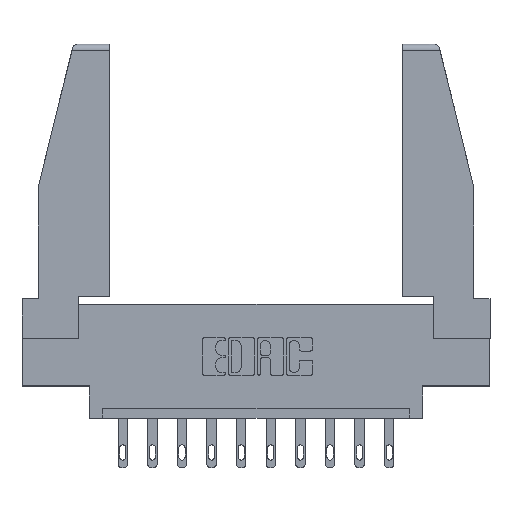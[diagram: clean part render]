
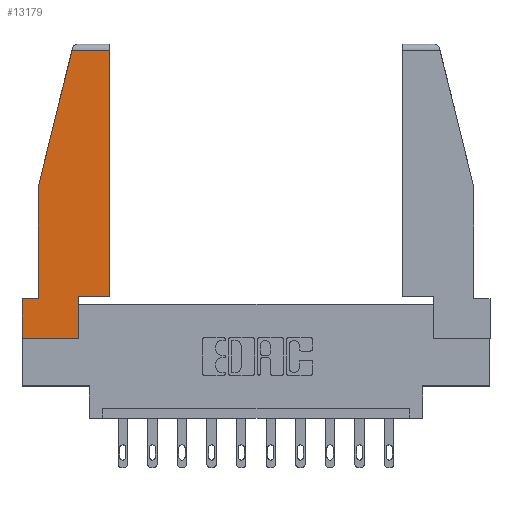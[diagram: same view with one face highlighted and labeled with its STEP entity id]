
A CAD part, top view. The second image highlights one B-rep face of the part: STEP entity #13179.
In plain terms, the highlighted planar face has unit normal (0, 0, 1).
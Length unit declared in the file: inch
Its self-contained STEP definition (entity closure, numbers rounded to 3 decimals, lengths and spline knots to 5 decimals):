
#147 = VECTOR ( 'NONE', #11429, 39.37008 ) ;
#195 = DIRECTION ( 'NONE',  ( 0., 0., 1. ) ) ;
#286 = DIRECTION ( 'NONE',  ( -1., 0., 0. ) ) ;
#356 = VECTOR ( 'NONE', #10714, 39.37008 ) ;
#694 = EDGE_CURVE ( 'NONE', #5161, #7716, #5471, .T. ) ;
#874 = CARTESIAN_POINT ( 'NONE',  ( 0.461, 1.52, 0. ) ) ;
#878 = CARTESIAN_POINT ( 'NONE',  ( 0.271, 1.55, 0. ) ) ;
#961 = VECTOR ( 'NONE', #286, 39.37008 ) ;
#968 = DIRECTION ( 'NONE',  ( 0., -1., 0. ) ) ;
#1159 = CARTESIAN_POINT ( 'NONE',  ( 0.297, 0.223, 0. ) ) ;
#1544 = CARTESIAN_POINT ( 'NONE',  ( 0., 1.52, 0. ) ) ;
#1580 = EDGE_CURVE ( 'NONE', #5214, #11012, #8710, .T. ) ;
#1702 = CARTESIAN_POINT ( 'NONE',  ( 0.461, 0.223, 0. ) ) ;
#2220 = FACE_OUTER_BOUND ( 'NONE', #12967, .T. ) ;
#2851 = ORIENTED_EDGE ( 'NONE', *, *, #9956, .T. ) ;
#3228 = CARTESIAN_POINT ( 'NONE',  ( 0.297, 0., 0. ) ) ;
#3263 = EDGE_CURVE ( 'NONE', #5709, #11863, #13251, .T. ) ;
#3422 = ORIENTED_EDGE ( 'NONE', *, *, #8623, .T. ) ;
#3526 = DIRECTION ( 'NONE',  ( 1., 0., 0. ) ) ;
#4099 = VECTOR ( 'NONE', #9087, 39.37008 ) ;
#4163 = CARTESIAN_POINT ( 'NONE',  ( 0.086, 0.8, 0. ) ) ;
#4310 = EDGE_CURVE ( 'NONE', #11863, #5161, #8452, .T. ) ;
#4454 = AXIS2_PLACEMENT_3D ( 'NONE', #9965, #195, #3526 ) ;
#4937 = EDGE_CURVE ( 'NONE', #11205, #5709, #5188, .T. ) ;
#5005 = CARTESIAN_POINT ( 'NONE',  ( 0., 0., 0. ) ) ;
#5044 = VECTOR ( 'NONE', #9431, 39.37008 ) ;
#5161 = VERTEX_POINT ( 'NONE', #9838 ) ;
#5188 = LINE ( 'NONE', #8983, #961 ) ;
#5214 = VERTEX_POINT ( 'NONE', #8769 ) ;
#5341 = ORIENTED_EDGE ( 'NONE', *, *, #694, .T. ) ;
#5369 = VECTOR ( 'NONE', #11787, 39.37008 ) ;
#5471 = LINE ( 'NONE', #3228, #356 ) ;
#5709 = VERTEX_POINT ( 'NONE', #13644 ) ;
#6065 = DIRECTION ( 'NONE',  ( -0.239, -0.971, 0. ) ) ;
#6103 = CARTESIAN_POINT ( 'NONE',  ( 0.086, 0.21, 0. ) ) ;
#6378 = CARTESIAN_POINT ( 'NONE',  ( 0., 0., 0. ) ) ;
#6450 = LINE ( 'NONE', #1544, #147 ) ;
#6480 = PLANE ( 'NONE',  #4454 ) ;
#6524 = DIRECTION ( 'NONE',  ( 1., 0., 0. ) ) ;
#6928 = LINE ( 'NONE', #8714, #13773 ) ;
#7345 = LINE ( 'NONE', #1702, #4099 ) ;
#7528 = VECTOR ( 'NONE', #6065, 39.37008 ) ;
#7716 = VERTEX_POINT ( 'NONE', #1159 ) ;
#7819 = ORIENTED_EDGE ( 'NONE', *, *, #3263, .T. ) ;
#8262 = LINE ( 'NONE', #4163, #5369 ) ;
#8452 = LINE ( 'NONE', #5005, #5044 ) ;
#8623 = EDGE_CURVE ( 'NONE', #10717, #13622, #7345, .T. ) ;
#8652 = ORIENTED_EDGE ( 'NONE', *, *, #4937, .T. ) ;
#8710 = LINE ( 'NONE', #878, #7528 ) ;
#8714 = CARTESIAN_POINT ( 'NONE',  ( 0.297, 0.223, 0. ) ) ;
#8769 = CARTESIAN_POINT ( 'NONE',  ( 0.2636, 1.52, 0. ) ) ;
#8983 = CARTESIAN_POINT ( 'NONE',  ( 0., 0.21, 0. ) ) ;
#9087 = DIRECTION ( 'NONE',  ( 0., 1., 0. ) ) ;
#9095 = ORIENTED_EDGE ( 'NONE', *, *, #10132, .T. ) ;
#9431 = DIRECTION ( 'NONE',  ( 1., 0., 0. ) ) ;
#9549 = CARTESIAN_POINT ( 'NONE',  ( 0., 0.21, 0. ) ) ;
#9838 = CARTESIAN_POINT ( 'NONE',  ( 0.297, 0., 0. ) ) ;
#9956 = EDGE_CURVE ( 'NONE', #13622, #5214, #6450, .T. ) ;
#9965 = CARTESIAN_POINT ( 'NONE',  ( 0., 0., 0. ) ) ;
#10034 = CARTESIAN_POINT ( 'NONE',  ( 0.086, 0.8, 0. ) ) ;
#10132 = EDGE_CURVE ( 'NONE', #7716, #10717, #6928, .T. ) ;
#10330 = VECTOR ( 'NONE', #968, 39.37008 ) ;
#10714 = DIRECTION ( 'NONE',  ( 0., 1., 0. ) ) ;
#10717 = VERTEX_POINT ( 'NONE', #11803 ) ;
#11012 = VERTEX_POINT ( 'NONE', #10034 ) ;
#11205 = VERTEX_POINT ( 'NONE', #6103 ) ;
#11429 = DIRECTION ( 'NONE',  ( -1., 0., 0. ) ) ;
#11787 = DIRECTION ( 'NONE',  ( 0., -1., 0. ) ) ;
#11803 = CARTESIAN_POINT ( 'NONE',  ( 0.461, 0.223, 0. ) ) ;
#11815 = EDGE_CURVE ( 'NONE', #11012, #11205, #8262, .T. ) ;
#11863 = VERTEX_POINT ( 'NONE', #6378 ) ;
#12431 = ORIENTED_EDGE ( 'NONE', *, *, #4310, .T. ) ;
#12857 = ORIENTED_EDGE ( 'NONE', *, *, #1580, .T. ) ;
#12959 = ORIENTED_EDGE ( 'NONE', *, *, #11815, .T. ) ;
#12967 = EDGE_LOOP ( 'NONE', ( #3422, #2851, #12857, #12959, #8652, #7819, #12431, #5341, #9095 ) ) ;
#13179 = ADVANCED_FACE ( 'NONE', ( #2220 ), #6480, .T. ) ;
#13251 = LINE ( 'NONE', #9549, #10330 ) ;
#13622 = VERTEX_POINT ( 'NONE', #874 ) ;
#13644 = CARTESIAN_POINT ( 'NONE',  ( 0., 0.21, 0. ) ) ;
#13773 = VECTOR ( 'NONE', #6524, 39.37008 ) ;
